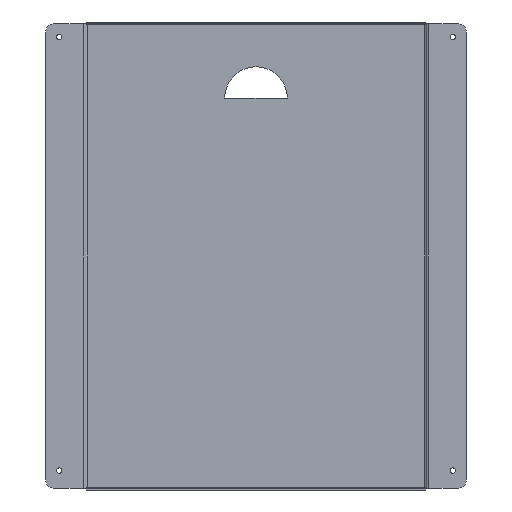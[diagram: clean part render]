
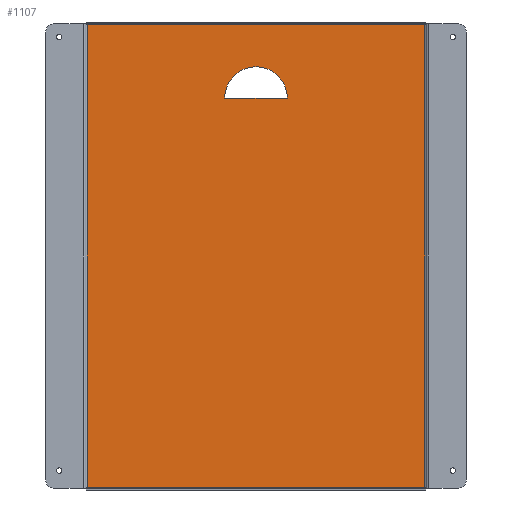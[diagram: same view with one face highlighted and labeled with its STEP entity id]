
A CAD part, front view. The second image highlights one B-rep face of the part: STEP entity #1107.
In plain terms, the highlighted planar face has unit normal (0, -1, 0).
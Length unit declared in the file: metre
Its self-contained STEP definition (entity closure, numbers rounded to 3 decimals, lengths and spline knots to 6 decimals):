
#20=CIRCLE('',#1191,0.035);
#97=ORIENTED_EDGE('',*,*,#409,.F.);
#98=ORIENTED_EDGE('',*,*,#410,.T.);
#99=ORIENTED_EDGE('',*,*,#411,.T.);
#100=ORIENTED_EDGE('',*,*,#412,.F.);
#101=ORIENTED_EDGE('',*,*,#400,.T.);
#102=ORIENTED_EDGE('',*,*,#403,.F.);
#400=EDGE_CURVE('',#559,#557,#650,.T.);
#403=EDGE_CURVE('',#559,#557,#20,.T.);
#409=EDGE_CURVE('',#565,#566,#657,.F.);
#410=EDGE_CURVE('',#565,#567,#658,.T.);
#411=EDGE_CURVE('',#567,#568,#659,.T.);
#412=EDGE_CURVE('',#566,#568,#660,.F.);
#557=VERTEX_POINT('',#1652);
#559=VERTEX_POINT('',#1655);
#565=VERTEX_POINT('',#1673);
#566=VERTEX_POINT('',#1674);
#567=VERTEX_POINT('',#1676);
#568=VERTEX_POINT('',#1678);
#650=LINE('',#1654,#766);
#657=LINE('',#1672,#773);
#658=LINE('',#1675,#774);
#659=LINE('',#1677,#775);
#660=LINE('',#1679,#776);
#766=VECTOR('',#1308,1.);
#773=VECTOR('',#1325,1.);
#774=VECTOR('',#1326,1.);
#775=VECTOR('',#1327,1.);
#776=VECTOR('',#1328,1.);
#885=EDGE_LOOP('',(#97,#98,#99,#100));
#886=EDGE_LOOP('',(#101,#102));
#971=FACE_BOUND('',#885,.T.);
#972=FACE_BOUND('',#886,.T.);
#1055=PLANE('',#1194);
#1107=ADVANCED_FACE('',(#971,#972),#1055,.T.);
#1191=AXIS2_PLACEMENT_3D('',#1660,#1313,#1314);
#1194=AXIS2_PLACEMENT_3D('',#1671,#1323,#1324);
#1308=DIRECTION('',(-1.,0.,0.));
#1313=DIRECTION('',(0.,-1.,0.));
#1314=DIRECTION('',(0.,0.,-1.));
#1323=DIRECTION('',(0.,-1.,0.));
#1324=DIRECTION('',(1.,0.,0.));
#1325=DIRECTION('',(0.,0.,-1.));
#1326=DIRECTION('',(1.,0.,0.));
#1327=DIRECTION('',(0.,0.,1.));
#1328=DIRECTION('',(-1.,0.,0.));
#1652=CARTESIAN_POINT('',(0.155,-0.0015,0.4365));
#1654=CARTESIAN_POINT('',(0.19,-0.0015,0.4365));
#1655=CARTESIAN_POINT('',(0.225,-0.0015,0.4365));
#1660=CARTESIAN_POINT('',(0.19,-0.0015,0.4365));
#1671=CARTESIAN_POINT('',(0.19,-0.0015,0.26));
#1672=CARTESIAN_POINT('',(0.0015,-0.0015,0.26));
#1673=CARTESIAN_POINT('',(0.0015,-0.0015,0.0015));
#1674=CARTESIAN_POINT('',(0.0015,-0.0015,0.5185));
#1675=CARTESIAN_POINT('',(0.19,-0.0015,0.0015));
#1676=CARTESIAN_POINT('',(0.3785,-0.0015,0.0015));
#1677=CARTESIAN_POINT('',(0.3785,-0.0015,0.26));
#1678=CARTESIAN_POINT('',(0.3785,-0.0015,0.5185));
#1679=CARTESIAN_POINT('',(0.19,-0.0015,0.5185));
